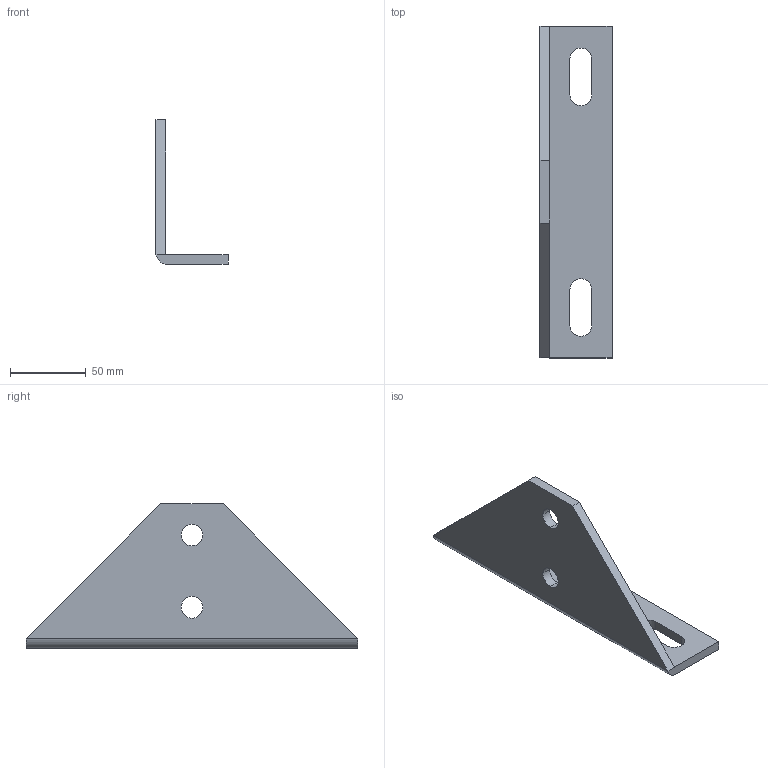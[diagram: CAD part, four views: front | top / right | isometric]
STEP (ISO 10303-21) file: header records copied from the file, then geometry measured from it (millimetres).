
FILE_DESCRIPTION(('TurboCAD Mac Pro'),'Build 980');
FILE_NAME('P1131.stp',' ',(''),(''),'ACIS Interop','IMSI','TurboCAD Mac Pro BY IMSI, INCORPORATED');
FILE_SCHEMA(('automotive_design'));
Length unit declared in the file: inch
Products named in the file (1): 1
Bounding box: 47.61 x 219.25 x 95.32 mm (x, y, z)
Volume: 128969.5 mm3; surface area: 46295.8 mm2
Topology: 1 solids, 1 shells, 32 faces, 86 edges, 56 vertices
Faces by surface type: bspline 16, plane 15, cylinder 1
Entity records: 1372 total; most frequent: CARTESIAN_POINT 383, ORIENTED_EDGE 172, DIRECTION 90, EDGE_CURVE 86, VERTEX_POINT 56, LINE 52, VECTOR 52, EDGE_LOOP 40
